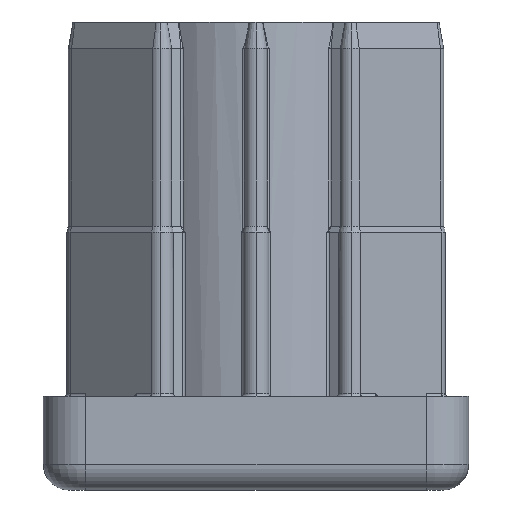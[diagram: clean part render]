
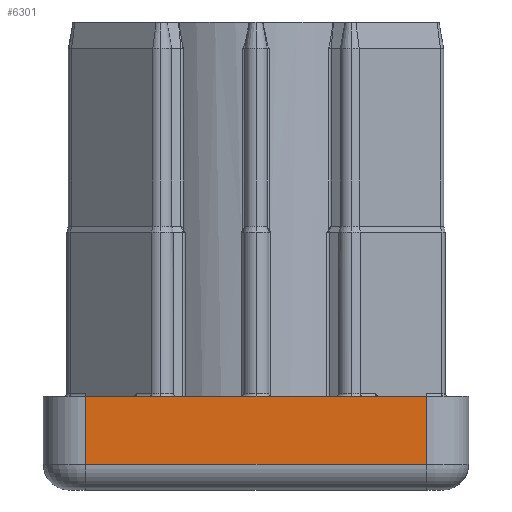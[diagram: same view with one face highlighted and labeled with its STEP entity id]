
A CAD part, left-side view. The second image highlights one B-rep face of the part: STEP entity #6301.
In plain terms, the highlighted planar face has unit normal (-1, 0, 0).
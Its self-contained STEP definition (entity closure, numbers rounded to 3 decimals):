
#31 = VERTEX_POINT ( 'NONE', #4337 ) ;
#501 = AXIS2_PLACEMENT_3D ( 'NONE', #1935, #741, #9349 ) ;
#741 = DIRECTION ( 'NONE',  ( 1., 0., 0. ) ) ;
#1634 = VERTEX_POINT ( 'NONE', #9637 ) ;
#1935 = CARTESIAN_POINT ( 'NONE',  ( -25., -25., 11. ) ) ;
#2069 = ORIENTED_EDGE ( 'NONE', *, *, #13421, .T. ) ;
#2376 = DIRECTION ( 'NONE',  ( 0., -1., 0. ) ) ;
#2865 = CARTESIAN_POINT ( 'NONE',  ( -25., -20., 11. ) ) ;
#2950 = LINE ( 'NONE', #15416, #12720 ) ;
#3064 = DIRECTION ( 'NONE',  ( 0., 0., -1. ) ) ;
#3101 = VERTEX_POINT ( 'NONE', #2865 ) ;
#4337 = CARTESIAN_POINT ( 'NONE',  ( -25., -20., 3. ) ) ;
#4367 = CARTESIAN_POINT ( 'NONE',  ( -25., 20., 11. ) ) ;
#4783 = FACE_OUTER_BOUND ( 'NONE', #11326, .T. ) ;
#6301 = ADVANCED_FACE ( 'NONE', ( #4783 ), #15396, .F. ) ;
#6307 = LINE ( 'NONE', #7343, #15629 ) ;
#6491 = EDGE_CURVE ( 'NONE', #1634, #31, #15449, .T. ) ;
#6511 = LINE ( 'NONE', #10414, #12980 ) ;
#7343 = CARTESIAN_POINT ( 'NONE',  ( -25., -25., 11. ) ) ;
#8148 = DIRECTION ( 'NONE',  ( 0., 0., 1. ) ) ;
#8471 = ORIENTED_EDGE ( 'NONE', *, *, #13717, .F. ) ;
#8549 = DIRECTION ( 'NONE',  ( 0., -1., 0. ) ) ;
#9349 = DIRECTION ( 'NONE',  ( 0., 0., -1. ) ) ;
#9637 = CARTESIAN_POINT ( 'NONE',  ( -25., 20., 3. ) ) ;
#9708 = CARTESIAN_POINT ( 'NONE',  ( -25., -20., 3. ) ) ;
#10414 = CARTESIAN_POINT ( 'NONE',  ( -25., 20., 11. ) ) ;
#11326 = EDGE_LOOP ( 'NONE', ( #2069, #13778, #15770, #8471 ) ) ;
#12720 = VECTOR ( 'NONE', #8148, 1000. ) ;
#12912 = EDGE_CURVE ( 'NONE', #31, #3101, #2950, .T. ) ;
#12980 = VECTOR ( 'NONE', #3064, 1000. ) ;
#13421 = EDGE_CURVE ( 'NONE', #15775, #1634, #6511, .T. ) ;
#13717 = EDGE_CURVE ( 'NONE', #15775, #3101, #6307, .T. ) ;
#13778 = ORIENTED_EDGE ( 'NONE', *, *, #6491, .T. ) ;
#15069 = VECTOR ( 'NONE', #2376, 1000. ) ;
#15396 = PLANE ( 'NONE',  #501 ) ;
#15416 = CARTESIAN_POINT ( 'NONE',  ( -25., -20., 11. ) ) ;
#15449 = LINE ( 'NONE', #9708, #15069 ) ;
#15629 = VECTOR ( 'NONE', #8549, 1000. ) ;
#15770 = ORIENTED_EDGE ( 'NONE', *, *, #12912, .T. ) ;
#15775 = VERTEX_POINT ( 'NONE', #4367 ) ;
